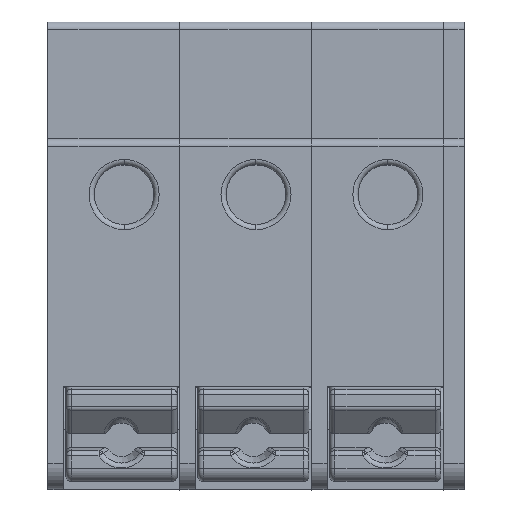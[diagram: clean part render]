
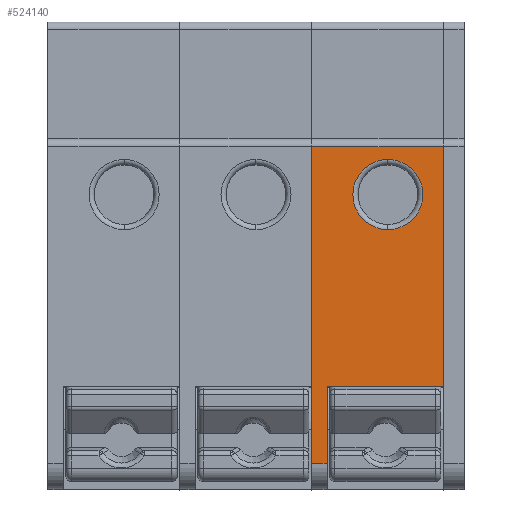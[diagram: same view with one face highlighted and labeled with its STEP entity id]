
A CAD part, top view. The second image highlights one B-rep face of the part: STEP entity #524140.
In plain terms, the highlighted face is planar.
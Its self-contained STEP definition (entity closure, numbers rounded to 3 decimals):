
#514390=CARTESIAN_POINT('',(-38.611,-18.677,
0.07));
#514400=VERTEX_POINT('',#514390);
#514450=CARTESIAN_POINT('',(-38.611,-18.677,
0.));
#514460=DIRECTION('',(0.,0.,-1.));
#514470=VECTOR('',#514460,1.);
#514480=LINE('',#514450,#514470);
#514490=CARTESIAN_POINT('',(-38.611,-18.677,
5.15));
#514500=VERTEX_POINT('',#514490);
#514510=EDGE_CURVE('',#514500,#514400,#514480,.T.);
#521390=CARTESIAN_POINT('',(-38.221,-21.853,
2.21));
#521400=VERTEX_POINT('',#521390);
#521570=CARTESIAN_POINT('',(-38.55,-19.173,
2.21));
#521580=VERTEX_POINT('',#521570);
#521610=CARTESIAN_POINT('',(-38.385,-20.513,
2.21));
#521620=DIRECTION('',(0.993,0.122,
0.));
#521630=DIRECTION('',(0.122,-0.993,0.));
#521640=AXIS2_PLACEMENT_3D('',#521610,#521620,#521630);
#521650=CIRCLE('',#521640,1.35);
#521660=EDGE_CURVE('',#521400,#521580,#521650,.T.);
#523630=CARTESIAN_POINT('',(-38.799,-17.138,
-1.83));
#523640=DIRECTION('',(-0.993,-0.122,
0.));
#523650=DIRECTION('',(-0.122,0.993,
0.));
#523660=AXIS2_PLACEMENT_3D('',#523630,#523640,#523650);
#523670=PLANE('',#523660);
#523680=EDGE_CURVE('',#521580,#521400,#521650,.T.);
#523690=ORIENTED_EDGE('',*,*,#523680,.F.);
#523700=ORIENTED_EDGE('',*,*,#521660,.F.);
#523710=EDGE_LOOP('',(#523700,#523690));
#523720=FACE_BOUND('',#523710,.T.);
#523730=CARTESIAN_POINT('',(-40.904,0.,5.15));
#523740=DIRECTION('',(-0.122,0.993,
0.));
#523750=VECTOR('',#523740,1.);
#523760=LINE('',#523730,#523750);
#523770=CARTESIAN_POINT('',(-37.124,-30.786,
5.15));
#523780=VERTEX_POINT('',#523770);
#523790=EDGE_CURVE('',#523780,#514500,#523760,.T.);
#523800=ORIENTED_EDGE('',*,*,#523790,.F.);
#523810=ORIENTED_EDGE('',*,*,#514510,.F.);
#523820=CARTESIAN_POINT('',(-40.904,0.,0.07));
#523830=DIRECTION('',(0.122,-0.993,
0.));
#523840=VECTOR('',#523830,1.);
#523850=LINE('',#523820,#523840);
#523860=CARTESIAN_POINT('',(-37.483,-27.858,
0.07));
#523870=VERTEX_POINT('',#523860);
#523880=EDGE_CURVE('',#514400,#523870,#523850,.T.);
#523890=ORIENTED_EDGE('',*,*,#523880,.F.);
#523900=CARTESIAN_POINT('',(-37.483,-27.858,
0.));
#523910=DIRECTION('',(0.,0.,-1.));
#523920=VECTOR('',#523910,1.);
#523930=LINE('',#523900,#523920);
#523940=CARTESIAN_POINT('',(-37.483,-27.858,
4.55));
#523950=VERTEX_POINT('',#523940);
#523960=EDGE_CURVE('',#523950,#523870,#523930,.T.);
#523970=ORIENTED_EDGE('',*,*,#523960,.T.);
#523980=CARTESIAN_POINT('',(-40.904,0.,4.55));
#523990=DIRECTION('',(-0.122,0.993,
0.));
#524000=VECTOR('',#523990,1.);
#524010=LINE('',#523980,#524000);
#524020=CARTESIAN_POINT('',(-37.124,-30.786,
4.55));
#524030=VERTEX_POINT('',#524020);
#524040=EDGE_CURVE('',#524030,#523950,#524010,.T.);
#524050=ORIENTED_EDGE('',*,*,#524040,.T.);
#524060=CARTESIAN_POINT('',(-37.124,-30.786,
0.));
#524070=DIRECTION('',(0.,0.,1.));
#524080=VECTOR('',#524070,1.);
#524090=LINE('',#524060,#524080);
#524100=EDGE_CURVE('',#524030,#523780,#524090,.T.);
#524110=ORIENTED_EDGE('',*,*,#524100,.F.);
#524120=EDGE_LOOP('',(#524110,#524050,#523970,#523890,#523810,#523800));
#524130=FACE_OUTER_BOUND('',#524120,.T.);
#524140=ADVANCED_FACE('',(#523720,#524130),#523670,.F.);
